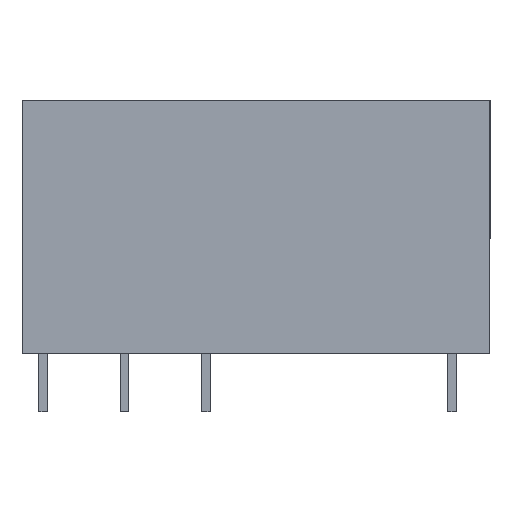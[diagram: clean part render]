
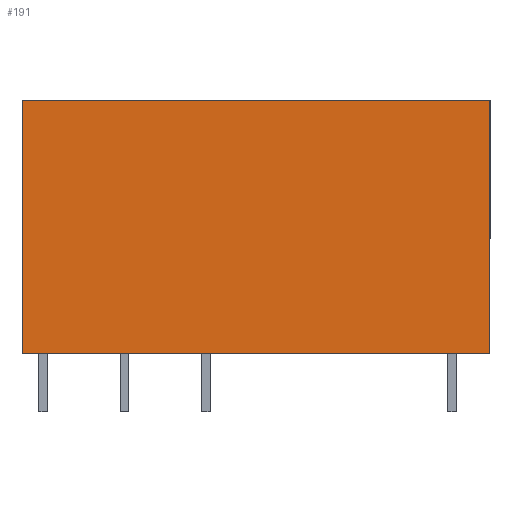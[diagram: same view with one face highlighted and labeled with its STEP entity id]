
A CAD part, left-side view. The second image highlights one B-rep face of the part: STEP entity #191.
In plain terms, the highlighted planar face has unit normal (-1, 0, 0).
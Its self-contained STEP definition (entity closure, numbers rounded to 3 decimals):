
#171=AXIS2_PLACEMENT_3D('Plane Axis2P3D',#168,#169,#170) ;
#56=CARTESIAN_POINT('Vertex',(0.,29.,19.3)) ;
#59=CARTESIAN_POINT('Line Origine',(0.,14.5,19.3)) ;
#63=CARTESIAN_POINT('Vertex',(0.,0.,19.3)) ;
#152=CARTESIAN_POINT('Vertex',(0.,29.,3.6)) ;
#155=CARTESIAN_POINT('Line Origine',(0.,29.,11.45)) ;
#168=CARTESIAN_POINT('Axis2P3D Location',(0.,29.,3.6)) ;
#173=CARTESIAN_POINT('Line Origine',(0.,14.5,3.6)) ;
#177=CARTESIAN_POINT('Vertex',(0.,0.,3.6)) ;
#180=CARTESIAN_POINT('Line Origine',(0.,0.,11.45)) ;
#60=DIRECTION('Vector Direction',(0.,-1.,0.)) ;
#156=DIRECTION('Vector Direction',(0.,0.,1.)) ;
#169=DIRECTION('Axis2P3D Direction',(-1.,0.,0.)) ;
#170=DIRECTION('Axis2P3D XDirection',(0.,-1.,0.)) ;
#174=DIRECTION('Vector Direction',(0.,-1.,0.)) ;
#181=DIRECTION('Vector Direction',(0.,0.,1.)) ;
#61=VECTOR('Line Direction',#60,1.) ;
#157=VECTOR('Line Direction',#156,1.) ;
#175=VECTOR('Line Direction',#174,1.) ;
#182=VECTOR('Line Direction',#181,1.) ;
#186=ORIENTED_EDGE('',*,*,#159,.F.) ;
#187=ORIENTED_EDGE('',*,*,#179,.F.) ;
#188=ORIENTED_EDGE('',*,*,#184,.T.) ;
#189=ORIENTED_EDGE('',*,*,#65,.F.) ;
#191=ADVANCED_FACE('RELAIS',(#190),#172,.T.) ;
#65=EDGE_CURVE('',#57,#64,#62,.T.) ;
#159=EDGE_CURVE('',#153,#57,#158,.T.) ;
#179=EDGE_CURVE('',#178,#153,#176,.F.) ;
#184=EDGE_CURVE('',#178,#64,#183,.T.) ;
#185=EDGE_LOOP('',(#186,#187,#188,#189)) ;
#190=FACE_OUTER_BOUND('',#185,.T.) ;
#62=LINE('Line',#59,#61) ;
#158=LINE('Line',#155,#157) ;
#176=LINE('Line',#173,#175) ;
#183=LINE('Line',#180,#182) ;
#172=PLANE('',#171) ;
#57=VERTEX_POINT('',#56) ;
#64=VERTEX_POINT('',#63) ;
#153=VERTEX_POINT('',#152) ;
#178=VERTEX_POINT('',#177) ;
